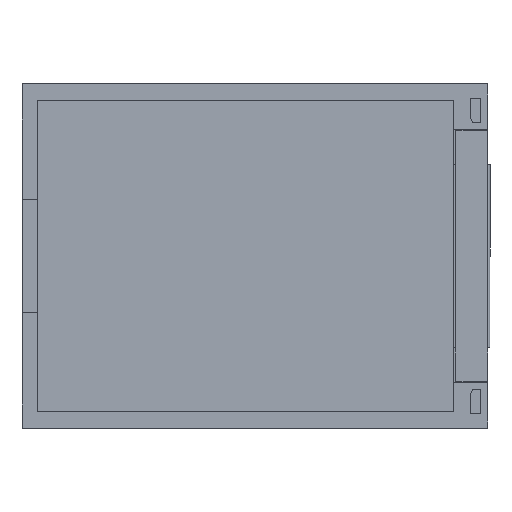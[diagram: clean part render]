
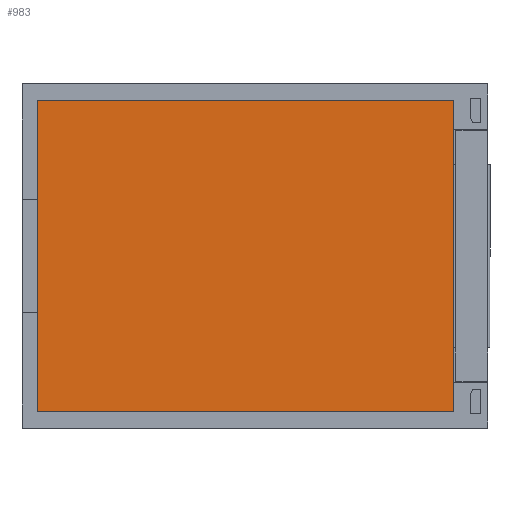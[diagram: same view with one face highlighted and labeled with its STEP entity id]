
A CAD part, top view. The second image highlights one B-rep face of the part: STEP entity #983.
In plain terms, the highlighted planar face has unit normal (0, 0, 1).
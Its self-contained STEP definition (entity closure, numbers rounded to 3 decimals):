
#468 = EDGE_CURVE('',#469,#471,#473,.T.);
#469 = VERTEX_POINT('',#470);
#470 = CARTESIAN_POINT('',(-5.6,44.5,2.5));
#471 = VERTEX_POINT('',#472);
#472 = CARTESIAN_POINT('',(-15.4,44.5,2.5));
#473 = LINE('',#474,#475);
#474 = CARTESIAN_POINT('',(-15.4,44.5,2.5));
#475 = VECTOR('',#476,1.);
#476 = DIRECTION('',(-1.,-0.,-0.));
#501 = VERTEX_POINT('',#502);
#502 = CARTESIAN_POINT('',(-12.5,3.4,2.5));
#508 = EDGE_CURVE('',#509,#501,#511,.T.);
#509 = VERTEX_POINT('',#510);
#510 = CARTESIAN_POINT('',(-15.4,3.4,2.5));
#511 = LINE('',#512,#513);
#512 = CARTESIAN_POINT('',(-15.4,3.4,2.5));
#513 = VECTOR('',#514,1.);
#514 = DIRECTION('',(1.,0.,0.));
#893 = EDGE_CURVE('',#471,#509,#894,.T.);
#894 = LINE('',#895,#896);
#895 = CARTESIAN_POINT('',(-15.4,44.5,2.5));
#896 = VECTOR('',#897,1.);
#897 = DIRECTION('',(0.,-1.,0.));
#910 = VERTEX_POINT('',#911);
#911 = CARTESIAN_POINT('',(5.6,44.5,2.5));
#917 = EDGE_CURVE('',#918,#910,#920,.T.);
#918 = VERTEX_POINT('',#919);
#919 = CARTESIAN_POINT('',(15.4,44.5,2.5));
#920 = LINE('',#921,#922);
#921 = CARTESIAN_POINT('',(-15.4,44.5,2.5));
#922 = VECTOR('',#923,1.);
#923 = DIRECTION('',(-1.,-0.,-0.));
#941 = EDGE_CURVE('',#942,#918,#944,.T.);
#942 = VERTEX_POINT('',#943);
#943 = CARTESIAN_POINT('',(15.4,3.4,2.5));
#944 = LINE('',#945,#946);
#945 = CARTESIAN_POINT('',(15.4,44.5,2.5));
#946 = VECTOR('',#947,1.);
#947 = DIRECTION('',(0.,1.,-0.));
#963 = EDGE_CURVE('',#964,#942,#966,.T.);
#964 = VERTEX_POINT('',#965);
#965 = CARTESIAN_POINT('',(12.5,3.4,2.5));
#966 = LINE('',#967,#968);
#967 = CARTESIAN_POINT('',(-15.4,3.4,2.5));
#968 = VECTOR('',#969,1.);
#969 = DIRECTION('',(1.,0.,0.));
#983 = ADVANCED_FACE('',(#984),#1004,.T.);
#984 = FACE_BOUND('',#985,.T.);
#985 = EDGE_LOOP('',(#986,#987,#988,#994,#995,#996,#997,#1003));
#986 = ORIENTED_EDGE('',*,*,#893,.T.);
#987 = ORIENTED_EDGE('',*,*,#508,.T.);
#988 = ORIENTED_EDGE('',*,*,#989,.T.);
#989 = EDGE_CURVE('',#501,#964,#990,.T.);
#990 = LINE('',#991,#992);
#991 = CARTESIAN_POINT('',(-15.4,3.4,2.5));
#992 = VECTOR('',#993,1.);
#993 = DIRECTION('',(1.,0.,0.));
#994 = ORIENTED_EDGE('',*,*,#963,.T.);
#995 = ORIENTED_EDGE('',*,*,#941,.T.);
#996 = ORIENTED_EDGE('',*,*,#917,.T.);
#997 = ORIENTED_EDGE('',*,*,#998,.T.);
#998 = EDGE_CURVE('',#910,#469,#999,.T.);
#999 = LINE('',#1000,#1001);
#1000 = CARTESIAN_POINT('',(-15.4,44.5,2.5));
#1001 = VECTOR('',#1002,1.);
#1002 = DIRECTION('',(-1.,-0.,-0.));
#1003 = ORIENTED_EDGE('',*,*,#468,.T.);
#1004 = PLANE('',#1005);
#1005 = AXIS2_PLACEMENT_3D('',#1006,#1007,#1008);
#1006 = CARTESIAN_POINT('',(0.,0.,2.5));
#1007 = DIRECTION('',(-0.,0.,1.));
#1008 = DIRECTION('',(1.,0.,0.));
